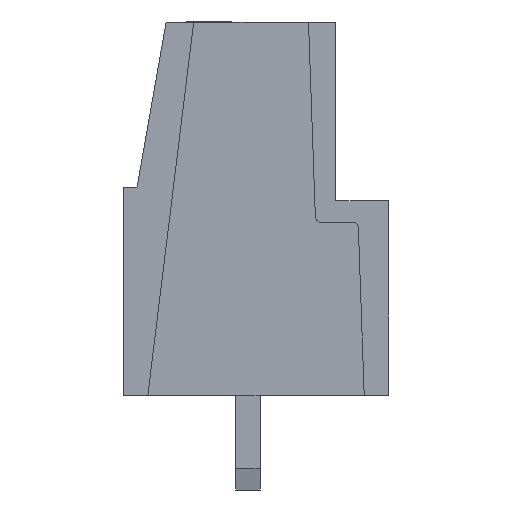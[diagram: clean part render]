
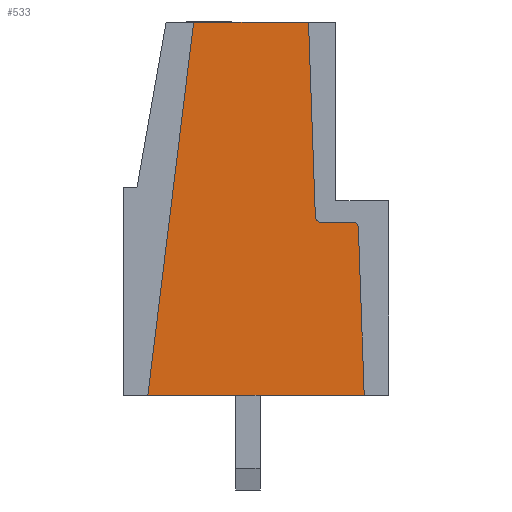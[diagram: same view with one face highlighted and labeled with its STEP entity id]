
A CAD part, left-side view. The second image highlights one B-rep face of the part: STEP entity #533.
In plain terms, the highlighted planar face has unit normal (-1, 0, 0).
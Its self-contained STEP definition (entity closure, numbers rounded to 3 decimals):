
#533 = ADVANCED_FACE( '', ( #1147 ), #1148, .T. );
#1147 = FACE_OUTER_BOUND( '', #1861, .T. );
#1148 = PLANE( '', #1862 );
#1861 = EDGE_LOOP( '', ( #3282, #3283, #3284, #3285, #3286, #3287, #3288, #3289 ) );
#1862 = AXIS2_PLACEMENT_3D( '', #3290, #3291, #3292 );
#3282 = ORIENTED_EDGE( '', *, *, #4670, .T. );
#3283 = ORIENTED_EDGE( '', *, *, #4507, .F. );
#3284 = ORIENTED_EDGE( '', *, *, #4949, .T. );
#3285 = ORIENTED_EDGE( '', *, *, #4950, .F. );
#3286 = ORIENTED_EDGE( '', *, *, #4500, .T. );
#3287 = ORIENTED_EDGE( '', *, *, #4415, .T. );
#3288 = ORIENTED_EDGE( '', *, *, #4951, .T. );
#3289 = ORIENTED_EDGE( '', *, *, #4572, .T. );
#3290 = CARTESIAN_POINT( '', ( -3., -8.205, 3.359 ) );
#3291 = DIRECTION( '', ( -1., 0., 0. ) );
#3292 = DIRECTION( '', ( 0., 0., 1. ) );
#4415 = EDGE_CURVE( '', #5297, #5295, #5298, .T. );
#4500 = EDGE_CURVE( '', #5448, #5297, #5449, .T. );
#4507 = EDGE_CURVE( '', #5458, #5460, #5461, .T. );
#4572 = EDGE_CURVE( '', #5565, #5570, #5572, .T. );
#4670 = EDGE_CURVE( '', #5570, #5460, #5727, .T. );
#4949 = EDGE_CURVE( '', #5458, #6155, #6156, .T. );
#4950 = EDGE_CURVE( '', #5448, #6155, #6157, .T. );
#4951 = EDGE_CURVE( '', #5295, #5565, #6158, .T. );
#5295 = VERTEX_POINT( '', #6585 );
#5297 = VERTEX_POINT( '', #6588 );
#5298 = CIRCLE( '', #6589, 0.2 );
#5448 = VERTEX_POINT( '', #6805 );
#5449 = LINE( '', #6806, #6807 );
#5458 = VERTEX_POINT( '', #6820 );
#5460 = VERTEX_POINT( '', #6823 );
#5461 = LINE( '', #6824, #6825 );
#5565 = VERTEX_POINT( '', #6976 );
#5570 = VERTEX_POINT( '', #6982 );
#5572 = CIRCLE( '', #6985, 0.2 );
#5727 = LINE( '', #7207, #7208 );
#6155 = VERTEX_POINT( '', #7832 );
#6156 = LINE( '', #7833, #7834 );
#6157 = LINE( '', #7835, #7836 );
#6158 = LINE( '', #7837, #7838 );
#6585 = CARTESIAN_POINT( '', ( -3., -8.483, 6.4 ) );
#6588 = CARTESIAN_POINT( '', ( -3., -8.683, 6.207 ) );
#6589 = AXIS2_PLACEMENT_3D( '', #8359, #8360, #8361 );
#6805 = CARTESIAN_POINT( '', ( -3., -8.9, 0. ) );
#6806 = CARTESIAN_POINT( '', ( -3., -8.9, 0. ) );
#6807 = VECTOR( '', #8443, 1000. );
#6820 = CARTESIAN_POINT( '', ( -3., -2.594, 13.8 ) );
#6823 = CARTESIAN_POINT( '', ( -3., -6.842, 13.8 ) );
#6824 = CARTESIAN_POINT( '', ( -3., -2.594, 13.8 ) );
#6825 = VECTOR( '', #8449, 1000. );
#6976 = CARTESIAN_POINT( '', ( -3., -7.293, 6.4 ) );
#6982 = CARTESIAN_POINT( '', ( -3., -7.093, 6.593 ) );
#6985 = AXIS2_PLACEMENT_3D( '', #8505, #8506, #8507 );
#7207 = CARTESIAN_POINT( '', ( -3., -7.093, 6.593 ) );
#7208 = VECTOR( '', #8602, 1000. );
#7832 = CARTESIAN_POINT( '', ( -3., -0.9, 0. ) );
#7833 = CARTESIAN_POINT( '', ( -3., -2.594, 13.8 ) );
#7834 = VECTOR( '', #8862, 1000. );
#7835 = CARTESIAN_POINT( '', ( -3., -8.9, 0. ) );
#7836 = VECTOR( '', #8863, 1000. );
#7837 = CARTESIAN_POINT( '', ( -3., -8.483, 6.4 ) );
#7838 = VECTOR( '', #8864, 1000. );
#8359 = CARTESIAN_POINT( '', ( -3., -8.483, 6.2 ) );
#8360 = DIRECTION( '', ( -1., 0., 0. ) );
#8361 = DIRECTION( '', ( 0., -0.999, 0.035 ) );
#8443 = DIRECTION( '', ( 0., 0.035, 0.999 ) );
#8449 = DIRECTION( '', ( 0., -1., 0. ) );
#8505 = CARTESIAN_POINT( '', ( -3., -7.293, 6.6 ) );
#8506 = DIRECTION( '', ( 1., 0., 0. ) );
#8507 = DIRECTION( '', ( 0., 0., -1. ) );
#8602 = DIRECTION( '', ( 0., 0.035, 0.999 ) );
#8862 = DIRECTION( '', ( 0., 0.122, -0.993 ) );
#8863 = DIRECTION( '', ( 0., 1., 0. ) );
#8864 = DIRECTION( '', ( 0., 1., 0. ) );
